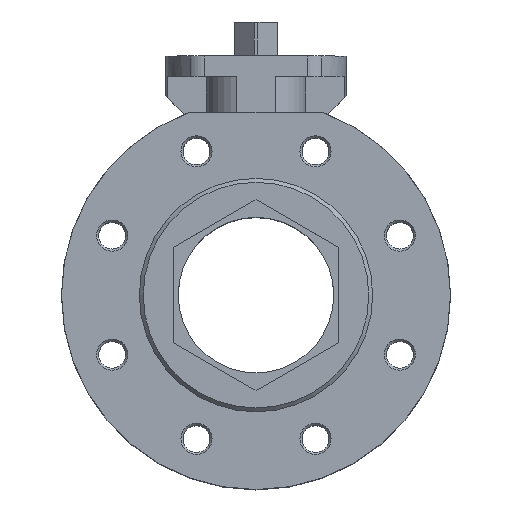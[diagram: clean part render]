
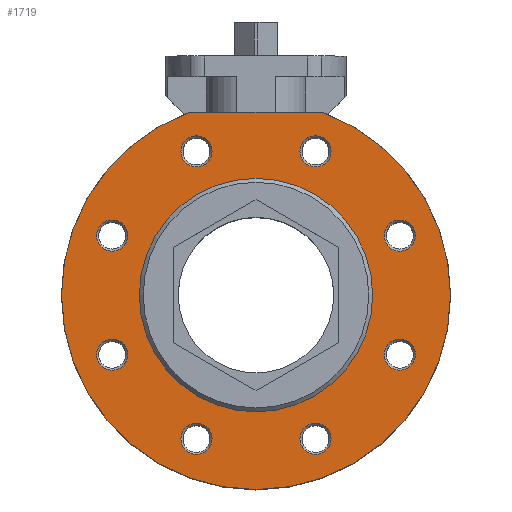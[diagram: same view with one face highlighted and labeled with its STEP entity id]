
A CAD part, top view. The second image highlights one B-rep face of the part: STEP entity #1719.
In plain terms, the highlighted planar face has unit normal (0, 0, 1).
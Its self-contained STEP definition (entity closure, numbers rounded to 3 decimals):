
#58=CIRCLE('',#1847,100.);
#66=CIRCLE('',#1858,8.);
#67=CIRCLE('',#1859,8.);
#68=CIRCLE('',#1860,8.);
#69=CIRCLE('',#1861,8.);
#70=CIRCLE('',#1862,8.);
#71=CIRCLE('',#1863,8.);
#72=CIRCLE('',#1864,8.);
#73=CIRCLE('',#1865,8.);
#74=CIRCLE('',#1866,60.);
#344=ORIENTED_EDGE('',*,*,#750,.F.);
#345=ORIENTED_EDGE('',*,*,#743,.F.);
#346=ORIENTED_EDGE('',*,*,#756,.T.);
#347=ORIENTED_EDGE('',*,*,#757,.T.);
#348=ORIENTED_EDGE('',*,*,#758,.T.);
#349=ORIENTED_EDGE('',*,*,#759,.T.);
#350=ORIENTED_EDGE('',*,*,#760,.T.);
#351=ORIENTED_EDGE('',*,*,#761,.T.);
#352=ORIENTED_EDGE('',*,*,#762,.T.);
#353=ORIENTED_EDGE('',*,*,#763,.T.);
#354=ORIENTED_EDGE('',*,*,#764,.T.);
#743=EDGE_CURVE('',#952,#953,#58,.T.);
#750=EDGE_CURVE('',#953,#952,#1126,.T.);
#756=EDGE_CURVE('',#957,#957,#66,.T.);
#757=EDGE_CURVE('',#958,#958,#67,.T.);
#758=EDGE_CURVE('',#959,#959,#68,.T.);
#759=EDGE_CURVE('',#960,#960,#69,.T.);
#760=EDGE_CURVE('',#961,#961,#70,.T.);
#761=EDGE_CURVE('',#962,#962,#71,.T.);
#762=EDGE_CURVE('',#963,#963,#72,.T.);
#763=EDGE_CURVE('',#964,#964,#73,.T.);
#764=EDGE_CURVE('',#965,#965,#74,.T.);
#952=VERTEX_POINT('',#2760);
#953=VERTEX_POINT('',#2762);
#957=VERTEX_POINT('',#2782);
#958=VERTEX_POINT('',#2784);
#959=VERTEX_POINT('',#2786);
#960=VERTEX_POINT('',#2788);
#961=VERTEX_POINT('',#2790);
#962=VERTEX_POINT('',#2792);
#963=VERTEX_POINT('',#2794);
#964=VERTEX_POINT('',#2796);
#965=VERTEX_POINT('',#2798);
#1126=LINE('',#2773,#1246);
#1246=VECTOR('',#2199,1000.);
#1304=EDGE_LOOP('',(#344,#345));
#1305=EDGE_LOOP('',(#346));
#1306=EDGE_LOOP('',(#347));
#1307=EDGE_LOOP('',(#348));
#1308=EDGE_LOOP('',(#349));
#1309=EDGE_LOOP('',(#350));
#1310=EDGE_LOOP('',(#351));
#1311=EDGE_LOOP('',(#352));
#1312=EDGE_LOOP('',(#353));
#1313=EDGE_LOOP('',(#354));
#1492=FACE_BOUND('',#1304,.T.);
#1493=FACE_BOUND('',#1305,.T.);
#1494=FACE_BOUND('',#1306,.T.);
#1495=FACE_BOUND('',#1307,.T.);
#1496=FACE_BOUND('',#1308,.T.);
#1497=FACE_BOUND('',#1309,.T.);
#1498=FACE_BOUND('',#1310,.T.);
#1499=FACE_BOUND('',#1311,.T.);
#1500=FACE_BOUND('',#1312,.T.);
#1501=FACE_BOUND('',#1313,.T.);
#1669=PLANE('',#1857);
#1719=ADVANCED_FACE('',(#1492,#1493,#1494,#1495,#1496,#1497,#1498,#1499,
#1500,#1501),#1669,.F.);
#1847=AXIS2_PLACEMENT_3D('',#2761,#2184,#2185);
#1857=AXIS2_PLACEMENT_3D('',#2780,#2209,#2210);
#1858=AXIS2_PLACEMENT_3D('',#2781,#2211,#2212);
#1859=AXIS2_PLACEMENT_3D('',#2783,#2213,#2214);
#1860=AXIS2_PLACEMENT_3D('',#2785,#2215,#2216);
#1861=AXIS2_PLACEMENT_3D('',#2787,#2217,#2218);
#1862=AXIS2_PLACEMENT_3D('',#2789,#2219,#2220);
#1863=AXIS2_PLACEMENT_3D('',#2791,#2221,#2222);
#1864=AXIS2_PLACEMENT_3D('',#2793,#2223,#2224);
#1865=AXIS2_PLACEMENT_3D('',#2795,#2225,#2226);
#1866=AXIS2_PLACEMENT_3D('',#2797,#2227,#2228);
#2184=DIRECTION('',(0.,0.,-1.));
#2185=DIRECTION('',(-1.,0.,0.));
#2199=DIRECTION('',(1.,0.,0.));
#2209=DIRECTION('',(0.,0.,-1.));
#2210=DIRECTION('',(-1.,0.,0.));
#2211=DIRECTION('',(0.,0.,-1.));
#2212=DIRECTION('',(-1.,0.,0.));
#2213=DIRECTION('',(0.,0.,-1.));
#2214=DIRECTION('',(-1.,0.,0.));
#2215=DIRECTION('',(0.,0.,-1.));
#2216=DIRECTION('',(-1.,0.,0.));
#2217=DIRECTION('',(0.,0.,-1.));
#2218=DIRECTION('',(-1.,0.,0.));
#2219=DIRECTION('',(0.,0.,-1.));
#2220=DIRECTION('',(-1.,0.,0.));
#2221=DIRECTION('',(0.,0.,-1.));
#2222=DIRECTION('',(-1.,0.,0.));
#2223=DIRECTION('',(0.,0.,-1.));
#2224=DIRECTION('',(-1.,0.,0.));
#2225=DIRECTION('',(0.,0.,-1.));
#2226=DIRECTION('',(-1.,0.,0.));
#2227=DIRECTION('',(0.,0.,-1.));
#2228=DIRECTION('',(-1.,0.,0.));
#2760=CARTESIAN_POINT('',(34.117,94.,58.));
#2761=CARTESIAN_POINT('',(0.,0.,58.));
#2762=CARTESIAN_POINT('',(-34.117,94.,58.));
#2773=CARTESIAN_POINT('',(0.,94.,58.));
#2780=CARTESIAN_POINT('',(0.,60.,58.));
#2781=CARTESIAN_POINT('',(30.615,73.91,58.));
#2782=CARTESIAN_POINT('',(22.615,73.91,58.));
#2783=CARTESIAN_POINT('',(73.91,30.615,58.));
#2784=CARTESIAN_POINT('',(65.91,30.615,58.));
#2785=CARTESIAN_POINT('',(73.91,-30.615,58.));
#2786=CARTESIAN_POINT('',(65.91,-30.615,58.));
#2787=CARTESIAN_POINT('',(30.615,-73.91,58.));
#2788=CARTESIAN_POINT('',(22.615,-73.91,58.));
#2789=CARTESIAN_POINT('',(-30.615,-73.91,58.));
#2790=CARTESIAN_POINT('',(-38.615,-73.91,58.));
#2791=CARTESIAN_POINT('',(-73.91,-30.615,58.));
#2792=CARTESIAN_POINT('',(-81.91,-30.615,58.));
#2793=CARTESIAN_POINT('',(-73.91,30.615,58.));
#2794=CARTESIAN_POINT('',(-81.91,30.615,58.));
#2795=CARTESIAN_POINT('',(-30.615,73.91,58.));
#2796=CARTESIAN_POINT('',(-38.615,73.91,58.));
#2797=CARTESIAN_POINT('',(0.,0.,58.));
#2798=CARTESIAN_POINT('',(-60.,0.,58.));
